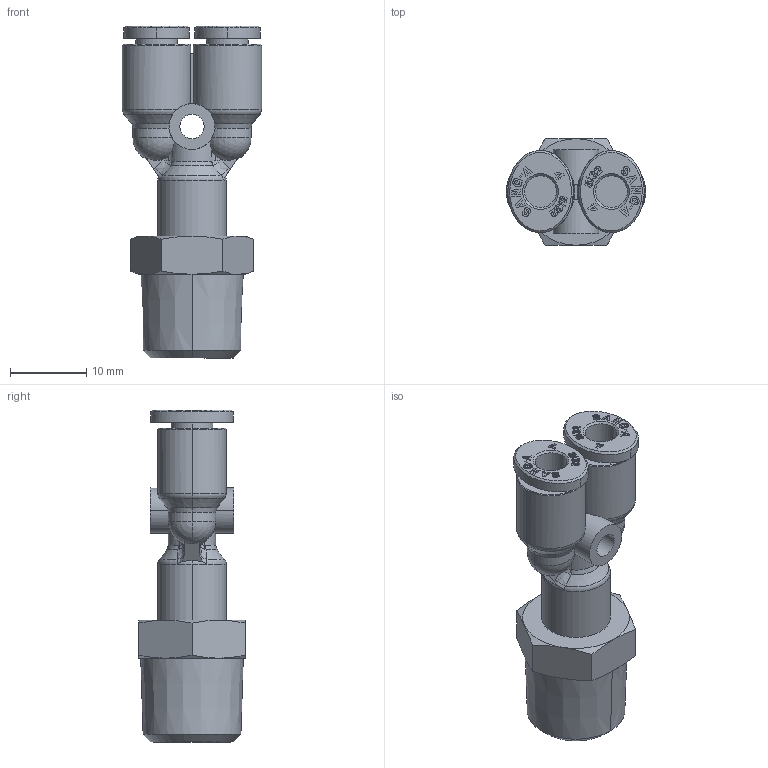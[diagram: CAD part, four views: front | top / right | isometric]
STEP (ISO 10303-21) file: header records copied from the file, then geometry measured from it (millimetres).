
FILE_DESCRIPTION((''),'2;1');
FILE_NAME('GPWT_0402(3D).stp','2012-12-27T19:29:21',(''),(''),'Mechanical Desktop.R8.0.24.0','Mechanical Desktop.R8.0.24.0',', , ');
FILE_SCHEMA(('CONFIG_CONTROL_DESIGN'));
Length unit declared in the file: millimetre
Products named in the file (2): GPWT_0402(3D); ºÎÇ°1
Assembly tree (1 placements, depth 2):
  GPWT_0402(3D)
    ºÎÇ°1
Bounding box: 18.3 x 14 x 43.6 mm (x, y, z)
Volume: 3834.2 mm3; surface area: 3313.1 mm2
Topology: 1 solids, 1 shells, 860 faces, 2422 edges, 1591 vertices
Faces by surface type: plane 680, bspline 80, cylinder 52, cone 38, torus 6, sphere 4
Entity records: 30859 total; most frequent: CARTESIAN_POINT 8887, ORIENTED_EDGE 4824, DIRECTION 4122, EDGE_CURVE 2412, VECTOR 2018, LINE 2018, VERTEX_POINT 1591, AXIS2_PLACEMENT_3D 1052
